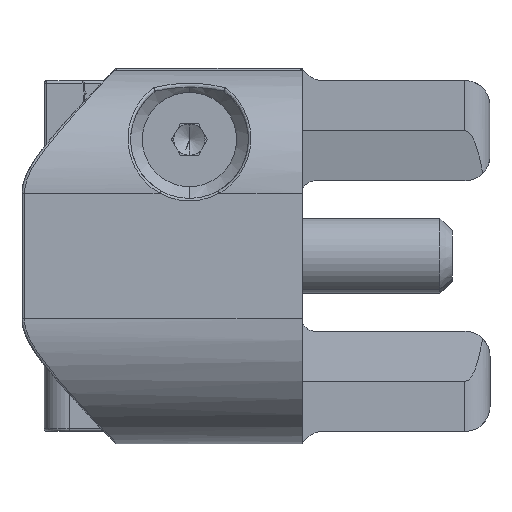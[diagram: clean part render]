
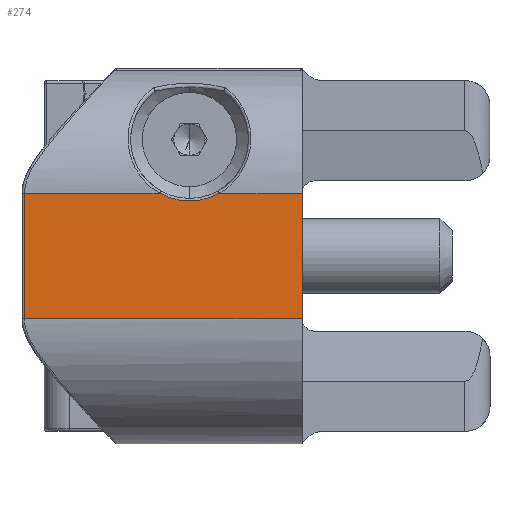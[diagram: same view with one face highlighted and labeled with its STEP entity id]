
A CAD part, left-side view. The second image highlights one B-rep face of the part: STEP entity #274.
In plain terms, the highlighted planar face has unit normal (-1, 0, 0).
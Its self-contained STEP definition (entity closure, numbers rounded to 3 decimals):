
#274 = ADVANCED_FACE ( 'NONE', ( #2833 ), #3991, .F. ) ;
#725 = EDGE_CURVE ( 'NONE', #1890, #1875, #5523, .T. ) ;
#758 = EDGE_CURVE ( 'NONE', #1875, #1914, #5580, .T. ) ;
#759 = EDGE_CURVE ( 'NONE', #1914, #1920, #5582, .T. ) ;
#760 = EDGE_CURVE ( 'NONE', #1920, #1921, #5584, .T. ) ;
#761 = EDGE_CURVE ( 'NONE', #1921, #1922, #5585, .T. ) ;
#762 = EDGE_CURVE ( 'NONE', #1922, #1890, #5587, .T. ) ;
#1065 = ORIENTED_EDGE ( 'NONE', *, *, #758, .T. ) ;
#1066 = ORIENTED_EDGE ( 'NONE', *, *, #759, .T. ) ;
#1067 = ORIENTED_EDGE ( 'NONE', *, *, #760, .T. ) ;
#1068 = ORIENTED_EDGE ( 'NONE', *, *, #761, .T. ) ;
#1069 = ORIENTED_EDGE ( 'NONE', *, *, #762, .T. ) ;
#1070 = ORIENTED_EDGE ( 'NONE', *, *, #725, .T. ) ;
#1793 = EDGE_LOOP ( 'NONE', ( #1065, #1066, #1067, #1068, #1069, #1070 ) ) ;
#1875 = VERTEX_POINT ( 'NONE', #7114 ) ;
#1890 = VERTEX_POINT ( 'NONE', #7129 ) ;
#1914 = VERTEX_POINT ( 'NONE', #7153 ) ;
#1920 = VERTEX_POINT ( 'NONE', #7159 ) ;
#1921 = VERTEX_POINT ( 'NONE', #7160 ) ;
#1922 = VERTEX_POINT ( 'NONE', #7161 ) ;
#2833 = FACE_OUTER_BOUND ( 'NONE', #1793, .T. ) ;
#3401 = AXIS2_PLACEMENT_3D ( 'NONE', #3988, #3993, #3994 ) ;
#3988 = CARTESIAN_POINT ( 'NONE',  ( 0., 0., 30. ) ) ;
#3991 = PLANE ( 'NONE',  #3401 ) ;
#3993 = DIRECTION ( 'NONE',  ( 1., 0., 0. ) ) ;
#3994 = DIRECTION ( 'NONE',  ( 0., 0., -1. ) ) ;
#5523 = LINE ( 'NONE', #6725, #5525 ) ;
#5525 = VECTOR ( 'NONE', #6726, 1000. ) ;
#5580 = LINE ( 'NONE', #6938, #5583 ) ;
#5582 = CIRCLE ( 'NONE', #6804, 4.9 ) ;
#5583 = VECTOR ( 'NONE', #6939, 1000. ) ;
#5584 = LINE ( 'NONE', #6932, #5586 ) ;
#5585 = LINE ( 'NONE', #6945, #5588 ) ;
#5586 = VECTOR ( 'NONE', #6927, 1000. ) ;
#5587 = LINE ( 'NONE', #6947, #5590 ) ;
#5588 = VECTOR ( 'NONE', #6946, 1000. ) ;
#5590 = VECTOR ( 'NONE', #6948, 1000. ) ;
#6725 = CARTESIAN_POINT ( 'NONE',  ( 0., 25., 30. ) ) ;
#6726 = DIRECTION ( 'NONE',  ( 0., 0., -1. ) ) ;
#6804 = AXIS2_PLACEMENT_3D ( 'NONE', #6942, #6943, #6944 ) ;
#6927 = DIRECTION ( 'NONE',  ( 0., -1., 0. ) ) ;
#6932 = CARTESIAN_POINT ( 'NONE',  ( 0., 0., 10. ) ) ;
#6938 = CARTESIAN_POINT ( 'NONE',  ( 0., 0., 10. ) ) ;
#6939 = DIRECTION ( 'NONE',  ( 0., -1., 0. ) ) ;
#6942 = CARTESIAN_POINT ( 'NONE',  ( 0., 16., 5.7 ) ) ;
#6943 = DIRECTION ( 'NONE',  ( 1., 0., 0. ) ) ;
#6944 = DIRECTION ( 'NONE',  ( 0., 0., -1. ) ) ;
#6945 = CARTESIAN_POINT ( 'NONE',  ( 0., 2.828, 30. ) ) ;
#6946 = DIRECTION ( 'NONE',  ( 0., 0., 1. ) ) ;
#6947 = CARTESIAN_POINT ( 'NONE',  ( 0., 25., 20. ) ) ;
#6948 = DIRECTION ( 'NONE',  ( 0., 1., 0. ) ) ;
#7114 = CARTESIAN_POINT ( 'NONE',  ( 0., 25., 10. ) ) ;
#7129 = CARTESIAN_POINT ( 'NONE',  ( 0., 25., 20. ) ) ;
#7153 = CARTESIAN_POINT ( 'NONE',  ( 0., 18.349, 10. ) ) ;
#7159 = CARTESIAN_POINT ( 'NONE',  ( 0., 13.651, 10. ) ) ;
#7160 = CARTESIAN_POINT ( 'NONE',  ( 0., 2.828, 10. ) ) ;
#7161 = CARTESIAN_POINT ( 'NONE',  ( 0., 2.828, 20. ) ) ;
